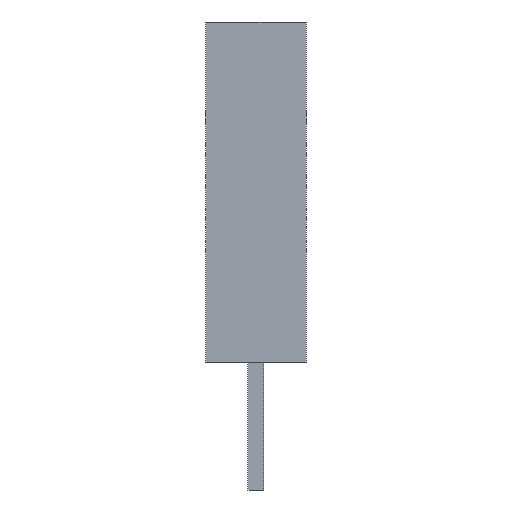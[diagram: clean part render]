
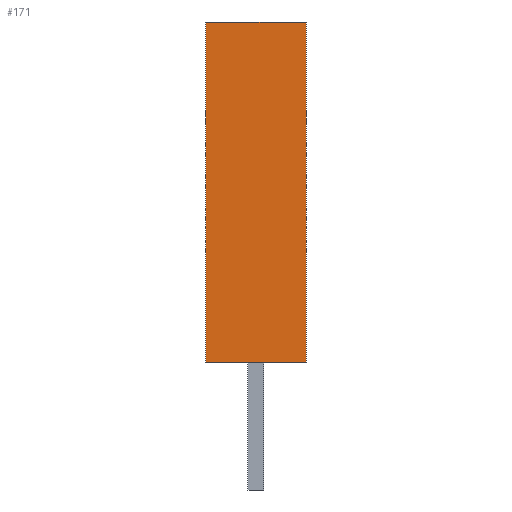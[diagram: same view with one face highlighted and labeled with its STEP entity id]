
A CAD part, left-side view. The second image highlights one B-rep face of the part: STEP entity #171.
In plain terms, the highlighted planar face has unit normal (-1, 0, 0).
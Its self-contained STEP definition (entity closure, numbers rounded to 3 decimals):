
#171=ADVANCED_FACE('',(#272),#273,.F.);
#272=FACE_OUTER_BOUND('',#338,.T.);
#273=PLANE('',#339);
#338=EDGE_LOOP('',(#415,#416,#417,#418));
#339=AXIS2_PLACEMENT_3D('',#419,#420,#421);
#415=ORIENTED_EDGE('',*,*,#525,.T.);
#416=ORIENTED_EDGE('',*,*,#539,.F.);
#417=ORIENTED_EDGE('',*,*,#532,.F.);
#418=ORIENTED_EDGE('',*,*,#521,.T.);
#419=CARTESIAN_POINT('',(22.48,-16.924,8.5));
#420=DIRECTION('',(1.0,0.0,0.0));
#421=DIRECTION('',(0.0,0.0,-1.0));
#521=EDGE_CURVE('',#576,#574,#577,.T.);
#525=EDGE_CURVE('',#574,#582,#583,.T.);
#532=EDGE_CURVE('',#576,#592,#593,.T.);
#539=EDGE_CURVE('',#592,#582,#604,.T.);
#574=VERTEX_POINT('',#651);
#576=VERTEX_POINT('',#654);
#577=LINE('',#655,#656);
#582=VERTEX_POINT('',#663);
#583=LINE('',#664,#665);
#592=VERTEX_POINT('',#678);
#593=LINE('',#679,#680);
#604=LINE('',#696,#697);
#651=CARTESIAN_POINT('',(22.48,-16.924,0.0));
#654=CARTESIAN_POINT('',(22.48,-16.924,8.5));
#655=CARTESIAN_POINT('',(22.48,-16.924,8.5));
#656=VECTOR('',#763,1.0);
#663=CARTESIAN_POINT('',(22.48,-19.424,0.0));
#664=CARTESIAN_POINT('',(22.48,-16.924,0.0));
#665=VECTOR('',#766,1.0);
#678=CARTESIAN_POINT('',(22.48,-19.424,8.5));
#679=CARTESIAN_POINT('',(22.48,-16.924,8.5));
#680=VECTOR('',#771,1.0);
#696=CARTESIAN_POINT('',(22.48,-19.424,8.5));
#697=VECTOR('',#777,1.0);
#763=DIRECTION('',(0.0,0.0,-1.0));
#766=DIRECTION('',(0.0,-1.0,0.0));
#771=DIRECTION('',(0.0,-1.0,0.0));
#777=DIRECTION('',(0.0,0.0,-1.0));
